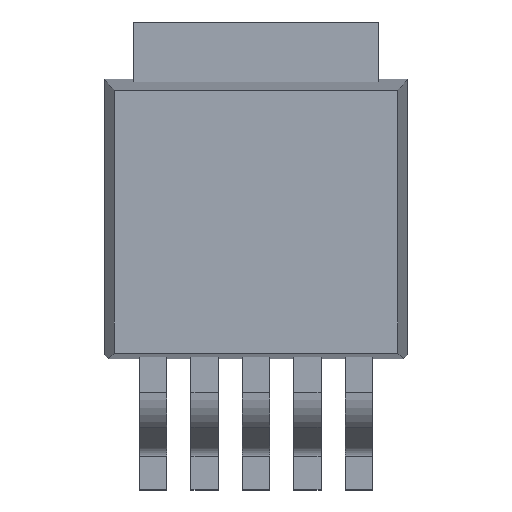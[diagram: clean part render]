
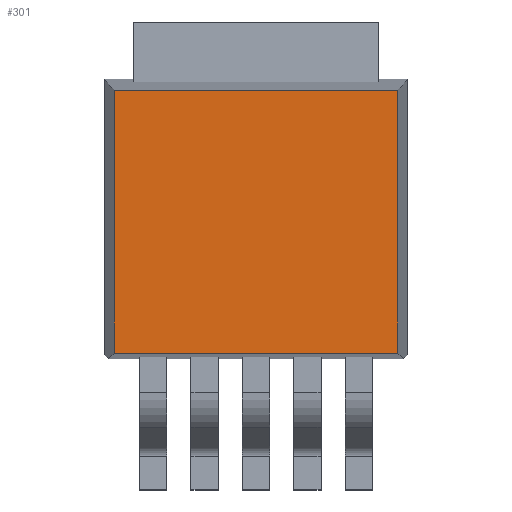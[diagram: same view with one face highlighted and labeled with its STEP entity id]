
A CAD part, top view. The second image highlights one B-rep face of the part: STEP entity #301.
In plain terms, the highlighted planar face has unit normal (0, 0, 1).
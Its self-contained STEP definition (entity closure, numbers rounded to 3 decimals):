
#301=ADVANCED_FACE('',(#1512),#1514,.T.);
#1512=FACE_BOUND('',#1513,.T.);
#1513=EDGE_LOOP('',(#2439,#2440,#2441,#2442));
#1514=PLANE('',#1515);
#1515=AXIS2_PLACEMENT_3D('',#1516,#1517,#1518);
#1516=CARTESIAN_POINT('',(0.,0.,2.388));
#1517=DIRECTION('',(0.,0.,1.));
#1518=DIRECTION('',(1.,0.,0.));
#2439=ORIENTED_EDGE('',*,*,#2991,.T.);
#2440=ORIENTED_EDGE('',*,*,#2981,.T.);
#2441=ORIENTED_EDGE('',*,*,#2992,.T.);
#2442=ORIENTED_EDGE('',*,*,#2983,.T.);
#2981=EDGE_CURVE('',#3316,#3323,#3325,.F.);
#2983=EDGE_CURVE('',#3329,#3327,#3330,.F.);
#2991=EDGE_CURVE('',#3327,#3316,#3340,.F.);
#2992=EDGE_CURVE('',#3323,#3329,#3341,.T.);
#3316=VERTEX_POINT('',#3925);
#3323=VERTEX_POINT('',#3938);
#3325=LINE('',#3942,#3943);
#3327=VERTEX_POINT('',#3946);
#3329=VERTEX_POINT('',#3950);
#3330=LINE('',#3951,#3952);
#3340=LINE('',#3977,#3978);
#3341=LINE('',#3980,#3981);
#3925=CARTESIAN_POINT('',(-3.157,3.686,2.388));
#3938=CARTESIAN_POINT('',(-3.157,-2.165,2.388));
#3942=CARTESIAN_POINT('',(-3.157,-2.165,2.388));
#3943=VECTOR('',#3944,1.);
#3944=DIRECTION('',(0.,1.,0.));
#3946=CARTESIAN_POINT('',(3.157,3.686,2.388));
#3950=CARTESIAN_POINT('',(3.157,-2.165,2.388));
#3951=CARTESIAN_POINT('',(3.157,3.686,2.388));
#3952=VECTOR('',#3953,1.);
#3953=DIRECTION('',(0.,-1.,0.));
#3977=CARTESIAN_POINT('',(-3.157,3.686,2.388));
#3978=VECTOR('',#3979,1.);
#3979=DIRECTION('',(1.,0.,0.));
#3980=CARTESIAN_POINT('',(-3.157,-2.165,2.388));
#3981=VECTOR('',#3982,1.);
#3982=DIRECTION('',(1.,0.,0.));
